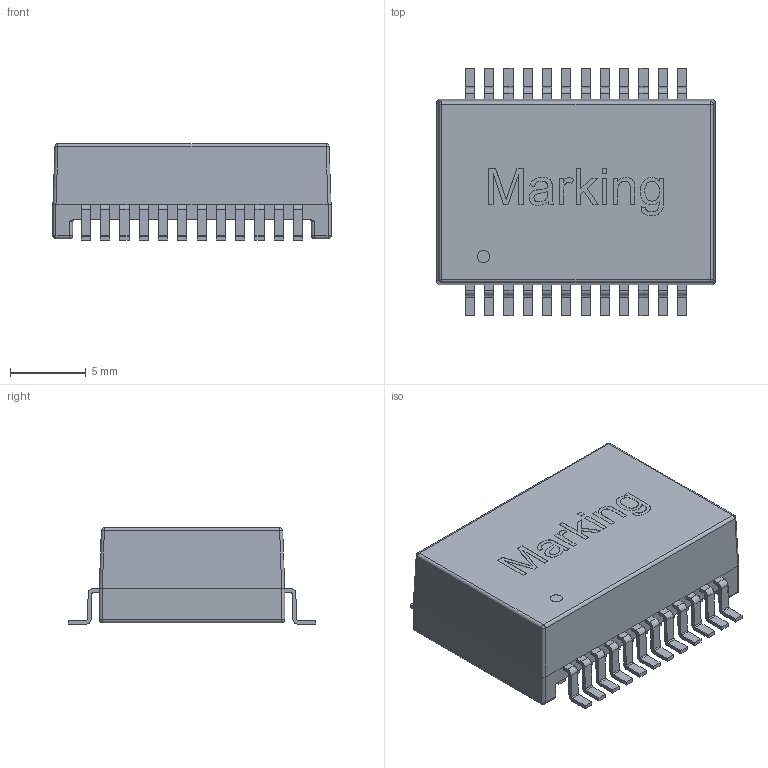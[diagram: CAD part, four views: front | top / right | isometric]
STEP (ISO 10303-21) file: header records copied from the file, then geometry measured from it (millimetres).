
FILE_DESCRIPTION( ( 'Unknown' ), '1' );
FILE_NAME( '749023015.stp', 'Unknown', ( 'Unknown' ), ( 'Unknown' ), 'PSStep 17.0.49', 'Unknown', ' ' );
FILE_SCHEMA( ( 'AUTOMOTIVE_DESIGN { 1 0 10303 214 1 1 1 1 }' ) );
Length unit declared in the file: millimetre
Products named in the file (50): Assem1; Gehäuse; Pins
Assembly tree (49 placements, depth 2):
  Assem1
    Gehäuse
    Gehäuse
    Gehäuse
    Gehäuse
    Gehäuse
    Gehäuse
    Gehäuse
    Gehäuse
    Gehäuse
    Gehäuse
    Gehäuse
    Gehäuse
    Gehäuse
    Gehäuse
    Gehäuse
    Gehäuse
    Gehäuse
    Gehäuse
    Gehäuse
    Gehäuse
    Gehäuse
    Gehäuse
    Gehäuse
    Gehäuse
    Gehäuse
    Pins
    Pins
    Pins
    Pins
    Pins
    Pins
    Pins
    Pins
    Pins
    Pins
    Pins
    Pins
    Pins
    Pins
    Pins
    Pins
    Pins
    Pins
    Pins
    Pins
    Pins
    Pins
    Pins
    Pins
Bounding box: 18.3 x 16.31 x 6.35 mm (x, y, z)
Volume: 572.4 mm3; surface area: 1539.2 mm2
Topology: 49 solids, 49 shells, 1204 faces, 3269 edges, 2134 vertices
Faces by surface type: plane 795, cylinder 373, sphere 16, extrusion 16, torus 4
Full cylindrical faces by diameter (mm): 0.8 x1
Entity records: 48776 total; most frequent: CARTESIAN_POINT 7560, ORIENTED_EDGE 6502, DIRECTION 6357, EDGE_CURVE 3251, VECTOR 2397, LINE 2381, VERTEX_POINT 2134, AXIS2_PLACEMENT_3D 1980
